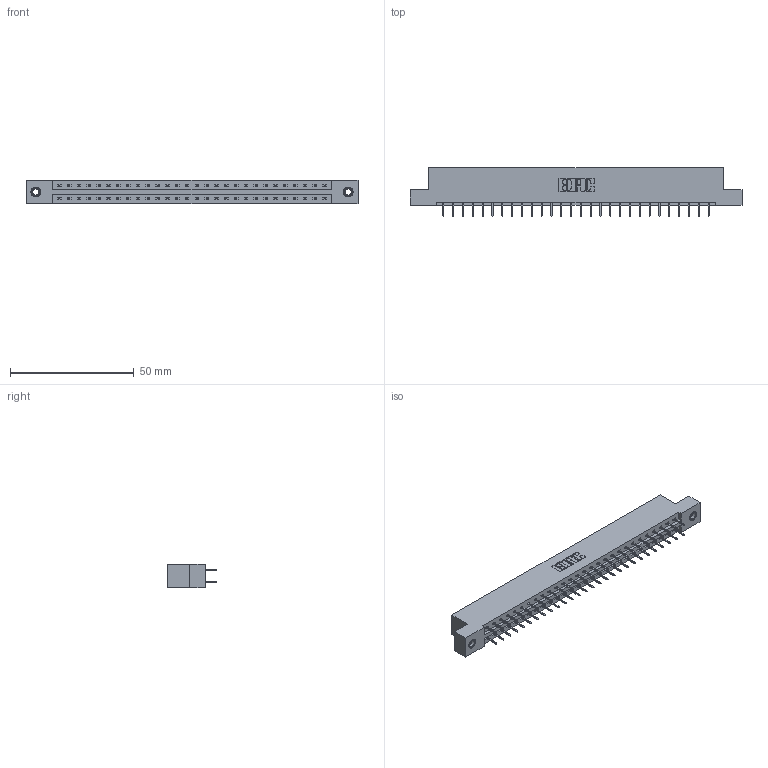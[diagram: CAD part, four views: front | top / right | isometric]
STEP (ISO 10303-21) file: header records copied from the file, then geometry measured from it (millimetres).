
FILE_DESCRIPTION (( 'STEP AP203' ), '1' );
FILE_NAME ('387-056-524-207.STEP', '2018-09-20T23:35:50', ( '' ), ( '' ), 'SwSTEP 2.0', 'SolidWorks 2016', '' );
FILE_SCHEMA (( 'CONFIG_CONTROL_DESIGN' ));
Length unit declared in the file: inch
Products named in the file (4): 337 Part_Flush Mounting Lugs - 0.156 Dia-TI; 345-292-001_345-293-124; 345-250-001_345-250-005-103; 387-056-524-207
Assembly tree (59 placements, depth 2):
  387-056-524-207
    337 Part_Flush Mounting Lugs - 0.156 Dia-TI
    345-292-001_345-293-124  x56
    345-250-001_345-250-005-103  x2
Bounding box: 133.96 x 19.69 x 9.4 mm (x, y, z)
Volume: 13833.1 mm3; surface area: 15275.8 mm2
Topology: 59 solids, 59 shells, 3422 faces, 9687 edges, 6226 vertices
Faces by surface type: plane 2566, cylinder 840, cone 12, torus 4
Entity records: 24780 total; most frequent: CARTESIAN_POINT 4165, ORIENTED_EDGE 4094, DIRECTION 3601, EDGE_CURVE 2047, LINE 1903, VECTOR 1903, VERTEX_POINT 1356, AXIS2_PLACEMENT_3D 849
